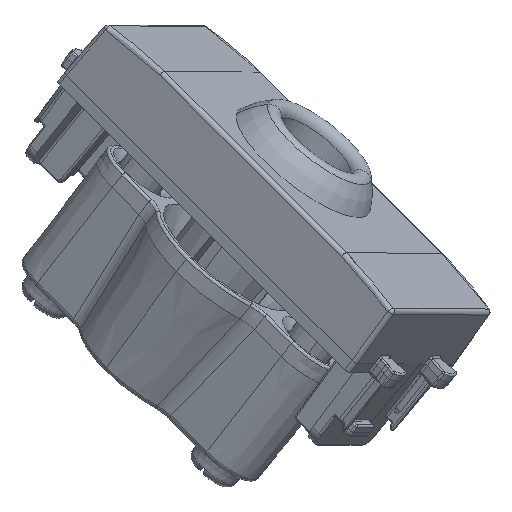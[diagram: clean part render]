
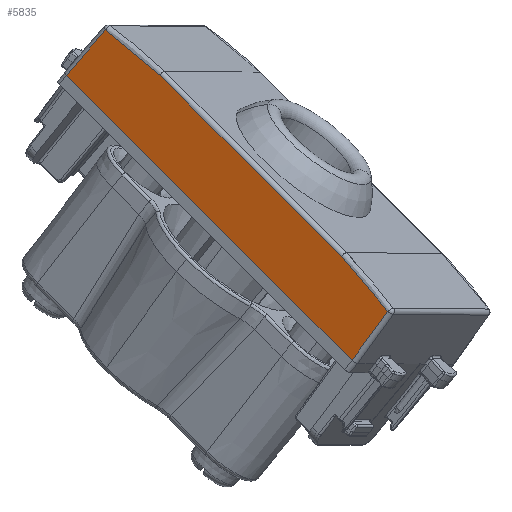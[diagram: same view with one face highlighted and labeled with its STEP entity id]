
A CAD part, isometric view. The second image highlights one B-rep face of the part: STEP entity #5835.
In plain terms, the highlighted face is planar.
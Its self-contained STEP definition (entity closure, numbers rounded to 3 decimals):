
#3335=CARTESIAN_POINT('Vertex',(-21.95,-11.175,1.275)) ;
#3480=CARTESIAN_POINT('Vertex',(21.95,-11.175,1.275)) ;
#3483=CARTESIAN_POINT('Line Origine',(7.317,-11.175,1.275)) ;
#5678=CARTESIAN_POINT('Line Origine',(-22.216,-11.228,-4.831)) ;
#5682=CARTESIAN_POINT('Vertex',(-21.669,-11.119,7.707)) ;
#5795=CARTESIAN_POINT('Axis2P3D Location',(11.225,-11.175,1.275)) ;
#5801=CARTESIAN_POINT('Control Point',(21.669,-11.119,7.707)) ;
#5802=CARTESIAN_POINT('Control Point',(21.95,-11.175,1.275)) ;
#5803=CARTESIAN_POINT('Vertex',(21.669,-11.119,7.707)) ;
#5807=CARTESIAN_POINT('Control Point',(13.965,-11.113,8.379)) ;
#5808=CARTESIAN_POINT('Control Point',(16.546,-11.113,8.379)) ;
#5809=CARTESIAN_POINT('Control Point',(19.127,-11.115,8.154)) ;
#5810=CARTESIAN_POINT('Control Point',(21.669,-11.119,7.707)) ;
#5811=CARTESIAN_POINT('Vertex',(13.965,-11.113,8.379)) ;
#5814=CARTESIAN_POINT('Line Origine',(11.225,-11.113,8.379)) ;
#5818=CARTESIAN_POINT('Vertex',(-13.965,-11.113,8.379)) ;
#5822=CARTESIAN_POINT('Control Point',(-13.965,-11.113,8.379)) ;
#5823=CARTESIAN_POINT('Control Point',(-16.546,-11.113,8.379)) ;
#5824=CARTESIAN_POINT('Control Point',(-19.127,-11.115,8.154)) ;
#5825=CARTESIAN_POINT('Control Point',(-21.669,-11.119,7.707)) ;
#3484=DIRECTION('Vector Direction',(1.,0.,0.)) ;
#5679=DIRECTION('Vector Direction',(0.044,0.009,0.999)) ;
#5796=DIRECTION('Axis2P3D Direction',(0.,1.,-0.009)) ;
#5797=DIRECTION('Axis2P3D XDirection',(1.,0.,0.)) ;
#5815=DIRECTION('Vector Direction',(1.,0.,0.)) ;
#5798=AXIS2_PLACEMENT_3D('Plane Axis2P3D',#5795,#5796,#5797) ;
#5828=ORIENTED_EDGE('',*,*,#3487,.T.) ;
#5829=ORIENTED_EDGE('',*,*,#5805,.F.) ;
#5830=ORIENTED_EDGE('',*,*,#5813,.F.) ;
#5831=ORIENTED_EDGE('',*,*,#5820,.T.) ;
#5832=ORIENTED_EDGE('',*,*,#5826,.T.) ;
#5833=ORIENTED_EDGE('',*,*,#5684,.T.) ;
#3485=VECTOR('Line Direction',#3484,1.) ;
#5680=VECTOR('Line Direction',#5679,1.) ;
#5816=VECTOR('Line Direction',#5815,1.) ;
#5835=ADVANCED_FACE('mostrina',(#5834),#5799,.F.) ;
#5800=B_SPLINE_CURVE_WITH_KNOTS('',1,(#5801,#5802),.UNSPECIFIED.,.F.,.U.,(2,2),(-12.551,-6.112),.UNSPECIFIED.) ;
#5806=B_SPLINE_CURVE_WITH_KNOTS('',3,(#5807,#5808,#5809,#5810),.UNSPECIFIED.,.F.,.U.,(4,4),(26.908,37.92),.UNSPECIFIED.) ;
#5821=B_SPLINE_CURVE_WITH_KNOTS('',3,(#5822,#5823,#5824,#5825),.UNSPECIFIED.,.F.,.U.,(4,4),(26.908,37.92),.UNSPECIFIED.) ;
#3487=EDGE_CURVE('',#3336,#3481,#3486,.T.) ;
#5684=EDGE_CURVE('',#5683,#3336,#5681,.F.) ;
#5805=EDGE_CURVE('',#5804,#3481,#5800,.T.) ;
#5813=EDGE_CURVE('',#5812,#5804,#5806,.T.) ;
#5820=EDGE_CURVE('',#5812,#5819,#5817,.F.) ;
#5826=EDGE_CURVE('',#5819,#5683,#5821,.T.) ;
#5827=EDGE_LOOP('',(#5828,#5829,#5830,#5831,#5832,#5833)) ;
#5834=FACE_OUTER_BOUND('',#5827,.T.) ;
#3486=LINE('Line',#3483,#3485) ;
#5681=LINE('Line',#5678,#5680) ;
#5817=LINE('Line',#5814,#5816) ;
#5799=PLANE('',#5798) ;
#3336=VERTEX_POINT('',#3335) ;
#3481=VERTEX_POINT('',#3480) ;
#5683=VERTEX_POINT('',#5682) ;
#5804=VERTEX_POINT('',#5803) ;
#5812=VERTEX_POINT('',#5811) ;
#5819=VERTEX_POINT('',#5818) ;
